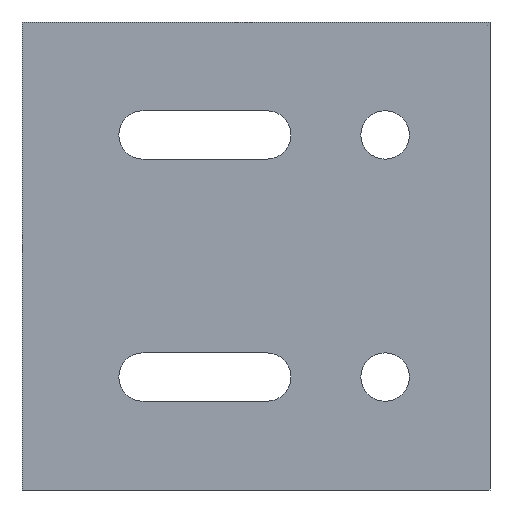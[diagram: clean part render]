
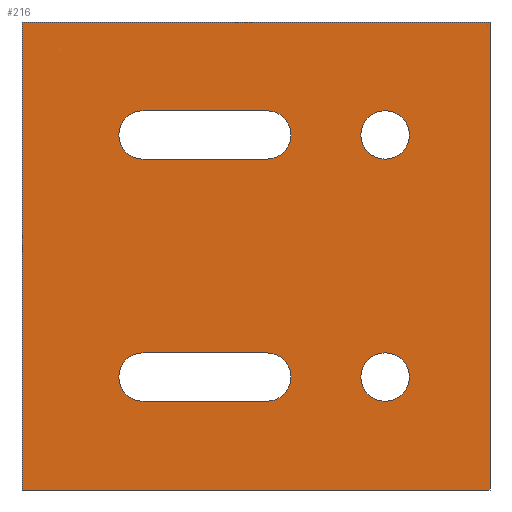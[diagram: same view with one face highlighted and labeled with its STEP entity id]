
A CAD part, front view. The second image highlights one B-rep face of the part: STEP entity #216.
In plain terms, the highlighted planar face has unit normal (0, -1, 0).
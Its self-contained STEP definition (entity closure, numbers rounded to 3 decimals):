
#216=ADVANCED_FACE('',(#253,#254,#255,#256,#257),#258,.T.);
#253=FACE_BOUND('',#339,.T.);
#254=FACE_BOUND('',#340,.T.);
#255=FACE_BOUND('',#341,.T.);
#256=FACE_BOUND('',#342,.T.);
#257=FACE_OUTER_BOUND('',#343,.T.);
#258=PLANE('',#344);
#339=EDGE_LOOP('',(#440));
#340=EDGE_LOOP('',(#441,#442,#443,#444));
#341=EDGE_LOOP('',(#445));
#342=EDGE_LOOP('',(#446,#447,#448,#449));
#343=EDGE_LOOP('',(#450,#451,#452,#453));
#344=AXIS2_PLACEMENT_3D('',#454,#455,#456);
#440=ORIENTED_EDGE('',*,*,#698,.T.);
#441=ORIENTED_EDGE('',*,*,#699,.T.);
#442=ORIENTED_EDGE('',*,*,#700,.T.);
#443=ORIENTED_EDGE('',*,*,#701,.T.);
#444=ORIENTED_EDGE('',*,*,#702,.T.);
#445=ORIENTED_EDGE('',*,*,#703,.T.);
#446=ORIENTED_EDGE('',*,*,#704,.T.);
#447=ORIENTED_EDGE('',*,*,#705,.T.);
#448=ORIENTED_EDGE('',*,*,#706,.T.);
#449=ORIENTED_EDGE('',*,*,#707,.T.);
#450=ORIENTED_EDGE('',*,*,#708,.T.);
#451=ORIENTED_EDGE('',*,*,#709,.T.);
#452=ORIENTED_EDGE('',*,*,#710,.F.);
#453=ORIENTED_EDGE('',*,*,#711,.F.);
#454=CARTESIAN_POINT('',(47.5,0.0,-43.5));
#455=DIRECTION('',(0.,-1.0,0.0));
#456=DIRECTION('',(1.0,0.,0.0));
#698=EDGE_CURVE('',#791,#791,#792,.F.);
#699=EDGE_CURVE('',#793,#794,#795,.F.);
#700=EDGE_CURVE('',#794,#796,#797,.T.);
#701=EDGE_CURVE('',#796,#798,#799,.F.);
#702=EDGE_CURVE('',#798,#793,#800,.T.);
#703=EDGE_CURVE('',#801,#801,#802,.F.);
#704=EDGE_CURVE('',#803,#804,#805,.F.);
#705=EDGE_CURVE('',#804,#806,#807,.T.);
#706=EDGE_CURVE('',#806,#808,#809,.F.);
#707=EDGE_CURVE('',#808,#803,#810,.T.);
#708=EDGE_CURVE('',#811,#812,#813,.T.);
#709=EDGE_CURVE('',#812,#814,#815,.T.);
#710=EDGE_CURVE('',#816,#814,#817,.T.);
#711=EDGE_CURVE('',#811,#816,#818,.T.);
#791=VERTEX_POINT('',#940);
#792=CIRCLE('',#941,4.5);
#793=VERTEX_POINT('',#942);
#794=VERTEX_POINT('',#943);
#795=CIRCLE('',#944,4.5);
#796=VERTEX_POINT('',#945);
#797=LINE('',#946,#947);
#798=VERTEX_POINT('',#948);
#799=CIRCLE('',#949,4.5);
#800=LINE('',#950,#951);
#801=VERTEX_POINT('',#952);
#802=CIRCLE('',#953,4.5);
#803=VERTEX_POINT('',#954);
#804=VERTEX_POINT('',#955);
#805=CIRCLE('',#956,4.5);
#806=VERTEX_POINT('',#957);
#807=LINE('',#958,#959);
#808=VERTEX_POINT('',#960);
#809=CIRCLE('',#961,4.5);
#810=LINE('',#962,#963);
#811=VERTEX_POINT('',#964);
#812=VERTEX_POINT('',#965);
#813=LINE('',#966,#967);
#814=VERTEX_POINT('',#968);
#815=LINE('',#969,#970);
#816=VERTEX_POINT('',#971);
#817=LINE('',#972,#973);
#818=LINE('',#974,#975);
#940=CARTESIAN_POINT('',(72.0,0.,-22.5));
#941=AXIS2_PLACEMENT_3D('',#1136,#1137,#1138);
#942=CARTESIAN_POINT('',(45.5,0.0,-18.0));
#943=CARTESIAN_POINT('',(45.5,0.,-27.0));
#944=AXIS2_PLACEMENT_3D('',#1139,#1140,#1141);
#945=CARTESIAN_POINT('',(22.5,0.,-27.0));
#946=CARTESIAN_POINT('',(47.5,0.,-27.0));
#947=VECTOR('',#1142,1.0);
#948=CARTESIAN_POINT('',(22.5,0.,-18.0));
#949=AXIS2_PLACEMENT_3D('',#1143,#1144,#1145);
#950=CARTESIAN_POINT('',(47.5,0.,-18.0));
#951=VECTOR('',#1146,1.0);
#952=CARTESIAN_POINT('',(72.0,0.,22.5));
#953=AXIS2_PLACEMENT_3D('',#1147,#1148,#1149);
#954=CARTESIAN_POINT('',(22.5,0.,18.0));
#955=CARTESIAN_POINT('',(22.5,0.,27.0));
#956=AXIS2_PLACEMENT_3D('',#1150,#1151,#1152);
#957=CARTESIAN_POINT('',(45.5,0.0,27.0));
#958=CARTESIAN_POINT('',(47.5,0.,27.0));
#959=VECTOR('',#1153,1.0);
#960=CARTESIAN_POINT('',(45.5,0.,18.0));
#961=AXIS2_PLACEMENT_3D('',#1154,#1155,#1156);
#962=CARTESIAN_POINT('',(47.5,0.,18.0));
#963=VECTOR('',#1157,1.0);
#964=CARTESIAN_POINT('',(0.,0.0,-43.5));
#965=CARTESIAN_POINT('',(87.0,0.,-43.5));
#966=CARTESIAN_POINT('',(47.5,0.0,-43.5));
#967=VECTOR('',#1158,1.0);
#968=CARTESIAN_POINT('',(87.0,0.0,43.5));
#969=CARTESIAN_POINT('',(87.0,0.0,-134.35));
#970=VECTOR('',#1159,1.0);
#971=CARTESIAN_POINT('',(0.,0.0,43.5));
#972=CARTESIAN_POINT('',(47.5,0.0,43.5));
#973=VECTOR('',#1160,1.0);
#974=CARTESIAN_POINT('',(0.,0.0,-43.5));
#975=VECTOR('',#1161,1.0);
#1136=CARTESIAN_POINT('',(67.5,0.,-22.5));
#1137=DIRECTION('',(0.,-1.0,0.0));
#1138=DIRECTION('',(1.0,0.,0.0));
#1139=CARTESIAN_POINT('',(45.5,0.0,-22.5));
#1140=DIRECTION('',(0.,-1.0,0.0));
#1141=DIRECTION('',(1.0,0.,0.0));
#1142=DIRECTION('',(-1.0,0.,0.));
#1143=CARTESIAN_POINT('',(22.5,0.,-22.5));
#1144=DIRECTION('',(0.,-1.0,0.0));
#1145=DIRECTION('',(1.0,0.,0.0));
#1146=DIRECTION('',(1.0,0.,0.));
#1147=CARTESIAN_POINT('',(67.5,0.,22.5));
#1148=DIRECTION('',(0.,-1.0,0.0));
#1149=DIRECTION('',(1.0,0.,0.0));
#1150=CARTESIAN_POINT('',(22.5,0.,22.5));
#1151=DIRECTION('',(0.,-1.0,0.0));
#1152=DIRECTION('',(1.0,0.,0.0));
#1153=DIRECTION('',(1.0,0.,0.));
#1154=CARTESIAN_POINT('',(45.5,0.0,22.5));
#1155=DIRECTION('',(0.,-1.0,0.0));
#1156=DIRECTION('',(1.0,0.,0.0));
#1157=DIRECTION('',(-1.0,0.,0.));
#1158=DIRECTION('',(1.0,0.,0.0));
#1159=DIRECTION('',(0.0,0.0,1.0));
#1160=DIRECTION('',(1.0,0.,0.0));
#1161=DIRECTION('',(0.0,0.0,1.0));
